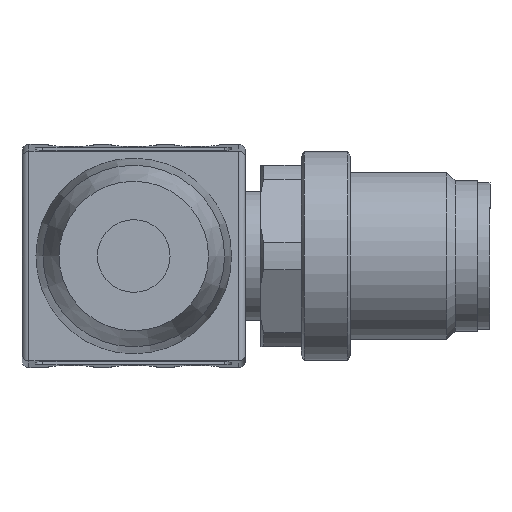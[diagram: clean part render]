
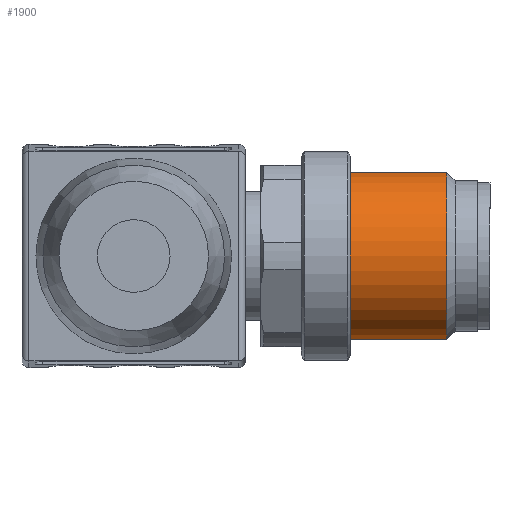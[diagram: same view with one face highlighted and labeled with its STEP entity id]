
A CAD part, left-side view. The second image highlights one B-rep face of the part: STEP entity #1900.
In plain terms, the highlighted cylindrical face has radius 6 mm (diameter 12 mm), a full revolution.
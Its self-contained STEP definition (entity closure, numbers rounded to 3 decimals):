
#1703=CYLINDRICAL_SURFACE('',#6789,6.);
#1791=FACE_BOUND('',#2770,.T.);
#1792=FACE_BOUND('',#2771,.T.);
#1900=ADVANCED_FACE('',(#1791,#1792),#1703,.T.);
#2770=EDGE_LOOP('',(#3240));
#2771=EDGE_LOOP('',(#3241));
#3240=ORIENTED_EDGE('',*,*,#5671,.F.);
#3241=ORIENTED_EDGE('',*,*,#5672,.T.);
#5059=VERTEX_POINT('',#8829);
#5060=VERTEX_POINT('',#8832);
#5671=EDGE_CURVE('',#5059,#5059,#6580,.T.);
#5672=EDGE_CURVE('',#5060,#5060,#6581,.T.);
#6580=CIRCLE('',#6786,6.);
#6581=CIRCLE('',#6788,6.);
#6786=AXIS2_PLACEMENT_3D('',#8828,#7283,#7284);
#6788=AXIS2_PLACEMENT_3D('',#8831,#7287,#7288);
#6789=AXIS2_PLACEMENT_3D('',#8833,#7289,#7290);
#7283=DIRECTION('',(0.,-1.,0.));
#7284=DIRECTION('',(0.5,0.,-0.866));
#7287=DIRECTION('',(0.,-1.,0.));
#7288=DIRECTION('',(0.866,0.,-0.5));
#7289=DIRECTION('',(0.,-1.,0.));
#7290=DIRECTION('',(0.5,0.,-0.866));
#8828=CARTESIAN_POINT('',(177.101,-22.4,0.));
#8829=CARTESIAN_POINT('',(180.101,-22.4,-5.196));
#8831=CARTESIAN_POINT('',(177.101,-15.5,0.));
#8832=CARTESIAN_POINT('',(182.297,-15.5,-3.));
#8833=CARTESIAN_POINT('',(177.101,-24.5,0.));
